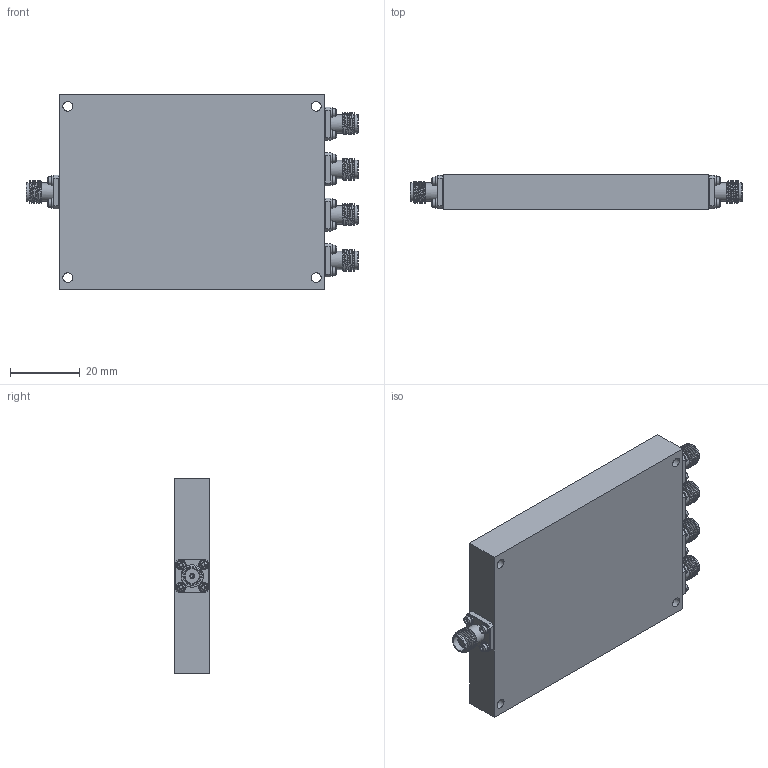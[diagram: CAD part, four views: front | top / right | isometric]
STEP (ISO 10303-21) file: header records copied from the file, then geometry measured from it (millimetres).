
FILE_DESCRIPTION (( 'STEP AP214' ), '1' );
FILE_NAME ('APD-4-500M2G-SFF-30W.STEP', '2024-01-26T13:19:04', ( '' ), ( '' ), 'SwSTEP 2.0', 'SolidWorks 2023', '' );
FILE_SCHEMA (( 'AUTOMOTIVE_DESIGN' ));
Length unit declared in the file: inch
Products named in the file (1): APD-4-500M2G-SFF-30W
Bounding box: 94.89 x 10.11 x 56.01 mm (x, y, z)
Volume: 44323.8 mm3; surface area: 21506.1 mm2
Topology: 67 solids, 67 shells, 1267 faces, 4050 edges, 3149 vertices
Faces by surface type: plane 764, cylinder 248, torus 115, cone 110, sphere 20, bspline 10
Full cylindrical faces by diameter (mm): 0.305 x5, 0.381 x5, 0.635 x5, 1.016 x5, 1.27 x5, 1.575 x20, 1.702 x20, 2.286 x20, 2.794 x4, 3.302 x5, 4.191 x10, 4.597 x5, 5.283 x10
Entity records: 70645 total; most frequent: CARTESIAN_POINT 18502, ORIENTED_EDGE 7492, DIRECTION 6366, EDGE_CURVE 3746, VERTEX_POINT 3109, AXIS2_PLACEMENT_3D 2225, VECTOR 1916, LINE 1916
